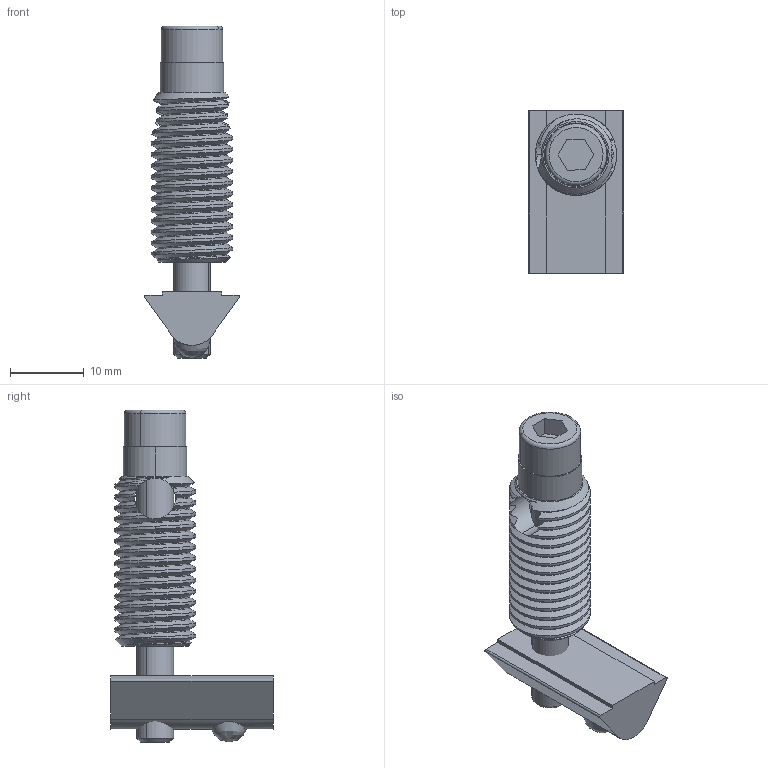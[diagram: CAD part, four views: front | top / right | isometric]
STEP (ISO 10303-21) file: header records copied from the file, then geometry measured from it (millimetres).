
FILE_DESCRIPTION (( 'STEP AP214' ), '1' );
FILE_NAME ('084.312.012.STEP', '2021-05-20T11:35:53', ( '' ), ( '' ), 'SwSTEP 2.0', 'SolidWorks 2018', '' );
FILE_SCHEMA (( 'AUTOMOTIVE_DESIGN' ));
Length unit declared in the file: millimetre
Products named in the file (4): 084.302.109; 084.312.009; VITI TCEI UNI 5931_M5x40 UNI 5931; 084.312.012
Assembly tree (3 placements, depth 2):
  084.312.012
    084.312.009
    084.302.109
    VITI TCEI UNI 5931_M5x40 UNI 5931
Bounding box: 12.92 x 22 x 45 mm (x, y, z)
Volume: 3679.3 mm3; surface area: 3642.1 mm2
Topology: 3 solids, 3 shells, 113 faces, 313 edges, 206 vertices
Faces by surface type: cylinder 44, plane 34, bspline 25, cone 8, torus 2
Entity records: 20262 total; most frequent: CARTESIAN_POINT 17662, ORIENTED_EDGE 626, DIRECTION 372, EDGE_CURVE 313, VERTEX_POINT 206, AXIS2_PLACEMENT_3D 130, EDGE_LOOP 121, ADVANCED_FACE 113
